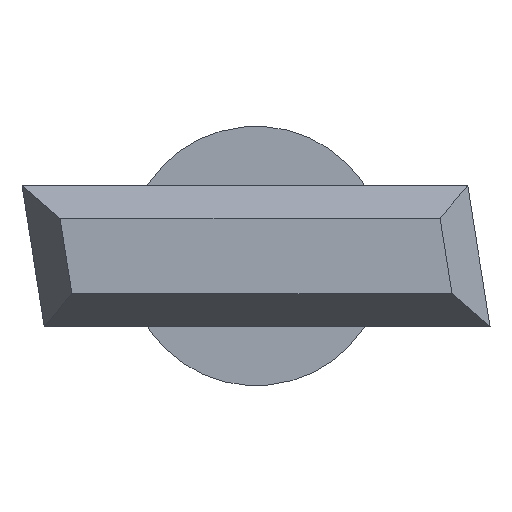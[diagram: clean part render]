
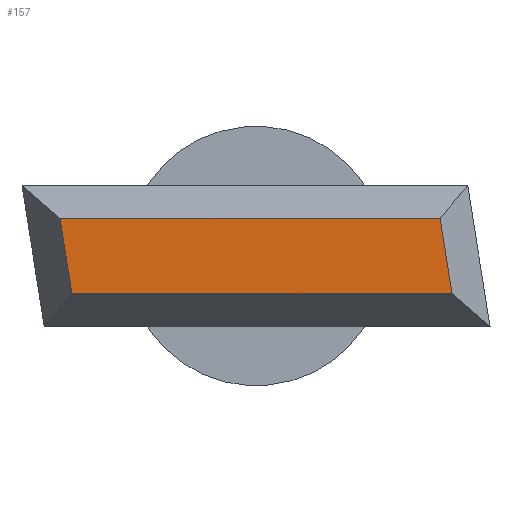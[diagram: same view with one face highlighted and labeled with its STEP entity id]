
A CAD part, front view. The second image highlights one B-rep face of the part: STEP entity #157.
In plain terms, the highlighted planar face has unit normal (0, -1, 0).
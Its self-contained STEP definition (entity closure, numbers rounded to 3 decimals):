
#4 = CARTESIAN_POINT ( 'NONE',  ( -17.029, 0., -3.5 ) ) ;
#18 = CARTESIAN_POINT ( 'NONE',  ( -18.137, 0., 3.5 ) ) ;
#66 = CARTESIAN_POINT ( 'NONE',  ( -7.429, 0., -64.108 ) ) ;
#92 = CARTESIAN_POINT ( 'NONE',  ( 17.029, 0., 3.5 ) ) ;
#157 = ADVANCED_FACE ( 'NONE', ( #1126 ), #417, .F. ) ;
#177 = CARTESIAN_POINT ( 'NONE',  ( 0., 0., 3.5 ) ) ;
#202 = LINE ( 'NONE', #66, #1347 ) ;
#297 = VERTEX_POINT ( 'NONE', #4 ) ;
#300 = DIRECTION ( 'NONE',  ( 0., 1., 0. ) ) ;
#320 = DIRECTION ( 'NONE',  ( -0.156, 0., 0.988 ) ) ;
#336 = ORIENTED_EDGE ( 'NONE', *, *, #1031, .F. ) ;
#417 = PLANE ( 'NONE',  #531 ) ;
#421 = DIRECTION ( 'NONE',  ( 1., 0., 0. ) ) ;
#450 = DIRECTION ( 'NONE',  ( -0.156, 0., 0.988 ) ) ;
#530 = DIRECTION ( 'NONE',  ( 0., 0., 1. ) ) ;
#531 = AXIS2_PLACEMENT_3D ( 'NONE', #671, #300, #530 ) ;
#545 = VECTOR ( 'NONE', #320, 1000. ) ;
#650 = VECTOR ( 'NONE', #1045, 1000. ) ;
#668 = LINE ( 'NONE', #1241, #545 ) ;
#671 = CARTESIAN_POINT ( 'NONE',  ( 0., 0., 0. ) ) ;
#691 = ORIENTED_EDGE ( 'NONE', *, *, #1468, .F. ) ;
#822 = VERTEX_POINT ( 'NONE', #18 ) ;
#892 = ORIENTED_EDGE ( 'NONE', *, *, #1407, .T. ) ;
#924 = LINE ( 'NONE', #1370, #650 ) ;
#987 = EDGE_LOOP ( 'NONE', ( #691, #1267, #892, #336 ) ) ;
#1031 = EDGE_CURVE ( 'NONE', #822, #1253, #1223, .T. ) ;
#1045 = DIRECTION ( 'NONE',  ( -1., 0., 0. ) ) ;
#1126 = FACE_OUTER_BOUND ( 'NONE', #987, .T. ) ;
#1128 = EDGE_CURVE ( 'NONE', #1249, #297, #924, .T. ) ;
#1223 = LINE ( 'NONE', #177, #1275 ) ;
#1241 = CARTESIAN_POINT ( 'NONE',  ( 27.139, 0., -60.332 ) ) ;
#1249 = VERTEX_POINT ( 'NONE', #1391 ) ;
#1253 = VERTEX_POINT ( 'NONE', #92 ) ;
#1267 = ORIENTED_EDGE ( 'NONE', *, *, #1128, .F. ) ;
#1275 = VECTOR ( 'NONE', #421, 1000. ) ;
#1347 = VECTOR ( 'NONE', #450, 1000. ) ;
#1370 = CARTESIAN_POINT ( 'NONE',  ( 85.864, 0., -3.5 ) ) ;
#1391 = CARTESIAN_POINT ( 'NONE',  ( 18.137, 0., -3.5 ) ) ;
#1407 = EDGE_CURVE ( 'NONE', #1249, #1253, #668, .T. ) ;
#1468 = EDGE_CURVE ( 'NONE', #297, #822, #202, .T. ) ;
